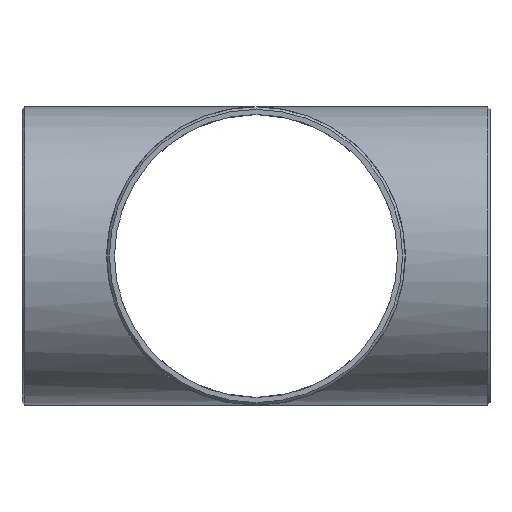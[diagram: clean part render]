
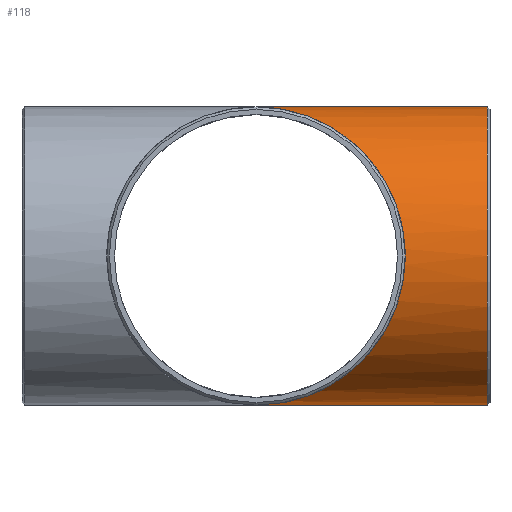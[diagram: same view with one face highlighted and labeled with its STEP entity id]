
A CAD part, left-side view. The second image highlights one B-rep face of the part: STEP entity #118.
In plain terms, the highlighted cylindrical face has radius 161.925 mm (diameter 323.85 mm), a partial arc.
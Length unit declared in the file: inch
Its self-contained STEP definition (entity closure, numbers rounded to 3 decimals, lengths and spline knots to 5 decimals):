
#6 = FACE_OUTER_BOUND ( 'NONE', #485, .T. ) ;
#18 = DIRECTION ( 'NONE',  ( 0., 1., 0. ) ) ;
#38 = AXIS2_PLACEMENT_3D ( 'NONE', #620, #498, #205 ) ;
#62 = CARTESIAN_POINT ( 'NONE',  ( 0., 0., -6.375 ) ) ;
#85 = VERTEX_POINT ( 'NONE', #264 ) ;
#89 = ORIENTED_EDGE ( 'NONE', *, *, #565, .T. ) ;
#93 = ORIENTED_EDGE ( 'NONE', *, *, #659, .F. ) ;
#106 = CIRCLE ( 'NONE', #184, 6.375 ) ;
#118 = ADVANCED_FACE ( 'NONE', ( #6 ), #762, .T. ) ;
#136 = VERTEX_POINT ( 'NONE', #62 ) ;
#146 = CARTESIAN_POINT ( 'NONE',  ( 0., -9.89, -6.375 ) ) ;
#181 = VERTEX_POINT ( 'NONE', #146 ) ;
#183 = CARTESIAN_POINT ( 'NONE',  ( 0., -10., 6.375 ) ) ;
#184 = AXIS2_PLACEMENT_3D ( 'NONE', #324, #574, #255 ) ;
#205 = DIRECTION ( 'NONE',  ( 0., 0., -1. ) ) ;
#223 = CARTESIAN_POINT ( 'NONE',  ( -12.75, -12.75, 6.375 ) ) ;
#234 = DIRECTION ( 'NONE',  ( 0., 1., 0. ) ) ;
#241 = ORIENTED_EDGE ( 'NONE', *, *, #286, .F. ) ;
#246 = ORIENTED_EDGE ( 'NONE', *, *, #323, .T. ) ;
#255 = DIRECTION ( 'NONE',  ( 0., 0., -1. ) ) ;
#264 = CARTESIAN_POINT ( 'NONE',  ( 0., 0., 6.375 ) ) ;
#279 = CARTESIAN_POINT ( 'NONE',  ( -12.75, -12.75, -6.375 ) ) ;
#286 = EDGE_CURVE ( 'NONE', #136, #85, #326, .T. ) ;
#309 = CARTESIAN_POINT ( 'NONE',  ( 0., -9.89, 6.375 ) ) ;
#323 = EDGE_CURVE ( 'NONE', #499, #85, #660, .T. ) ;
#324 = CARTESIAN_POINT ( 'NONE',  ( 0., -9.89, 0. ) ) ;
#326 =( BOUNDED_CURVE ( )  B_SPLINE_CURVE ( 3, ( #583, #279, #223, #540 ),
 .UNSPECIFIED., .F., .T. ) 
 B_SPLINE_CURVE_WITH_KNOTS ( ( 4, 4 ),
 ( 4.71239, 7.85398 ),
 .UNSPECIFIED. ) 
 CURVE ( )  GEOMETRIC_REPRESENTATION_ITEM ( )  RATIONAL_B_SPLINE_CURVE ( ( 1., 0.333, 0.333, 1. ) ) 
 REPRESENTATION_ITEM ( '' )  );
#388 = LINE ( 'NONE', #585, #739 ) ;
#485 = EDGE_LOOP ( 'NONE', ( #89, #246, #241, #93 ) ) ;
#498 = DIRECTION ( 'NONE',  ( 0., 1., 0. ) ) ;
#499 = VERTEX_POINT ( 'NONE', #309 ) ;
#540 = CARTESIAN_POINT ( 'NONE',  ( 0., 0., 6.375 ) ) ;
#565 = EDGE_CURVE ( 'NONE', #181, #499, #106, .T. ) ;
#574 = DIRECTION ( 'NONE',  ( 0., 1., 0. ) ) ;
#583 = CARTESIAN_POINT ( 'NONE',  ( 0., 0., -6.375 ) ) ;
#585 = CARTESIAN_POINT ( 'NONE',  ( 0., -10., -6.375 ) ) ;
#620 = CARTESIAN_POINT ( 'NONE',  ( 0., -10., 0. ) ) ;
#659 = EDGE_CURVE ( 'NONE', #181, #136, #388, .T. ) ;
#660 = LINE ( 'NONE', #183, #802 ) ;
#739 = VECTOR ( 'NONE', #18, 39.37008 ) ;
#762 = CYLINDRICAL_SURFACE ( 'NONE', #38, 6.375 ) ;
#802 = VECTOR ( 'NONE', #234, 39.37008 ) ;
